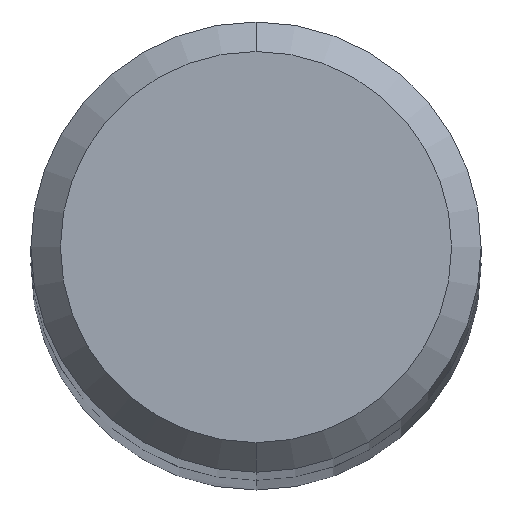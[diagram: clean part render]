
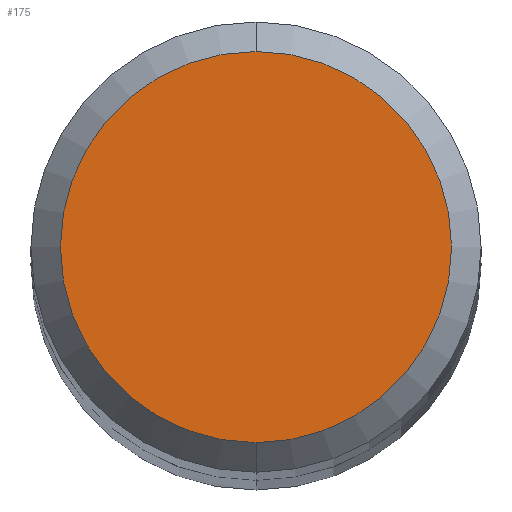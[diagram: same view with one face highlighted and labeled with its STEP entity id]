
A CAD part, top view. The second image highlights one B-rep face of the part: STEP entity #175.
In plain terms, the highlighted planar face has unit normal (0, 0, 1).
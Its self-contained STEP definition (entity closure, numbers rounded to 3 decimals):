
#175=ADVANCED_FACE('',(#435),#436,.T.);
#211=VERTEX_POINT('',#475);
#215=EDGE_CURVE('',#211,#329,#480,.T.);
#235=EDGE_CURVE('',#329,#211,#504,.T.);
#329=VERTEX_POINT('',#608);
#435=FACE_OUTER_BOUND('',#749,.T.);
#436=PLANE('',#750);
#475=CARTESIAN_POINT('',(0.,-2.65,60.0));
#480=CIRCLE('',#817,2.65);
#504=CIRCLE('',#874,2.65);
#608=CARTESIAN_POINT('',(0.0,2.65,60.0));
#749=EDGE_LOOP('',(#1297,#1298));
#750=AXIS2_PLACEMENT_3D('',#1299,#1300,#1301);
#817=AXIS2_PLACEMENT_3D('',#1340,#1341,#1342);
#874=AXIS2_PLACEMENT_3D('',#1387,#1388,#1389);
#1297=ORIENTED_EDGE('',*,*,#235,.F.);
#1298=ORIENTED_EDGE('',*,*,#215,.F.);
#1299=CARTESIAN_POINT('',(0.0,1.325,60.0));
#1300=DIRECTION('',(0.0,0.0,1.0));
#1301=DIRECTION('',(0.0,-1.0,0.0));
#1340=CARTESIAN_POINT('',(0.0,0.0,60.0));
#1341=DIRECTION('',(0.0,0.0,-1.0));
#1342=DIRECTION('',(0.0,1.0,0.0));
#1387=CARTESIAN_POINT('',(0.0,0.0,60.0));
#1388=DIRECTION('',(0.0,0.0,-1.0));
#1389=DIRECTION('',(0.0,1.0,0.0));
